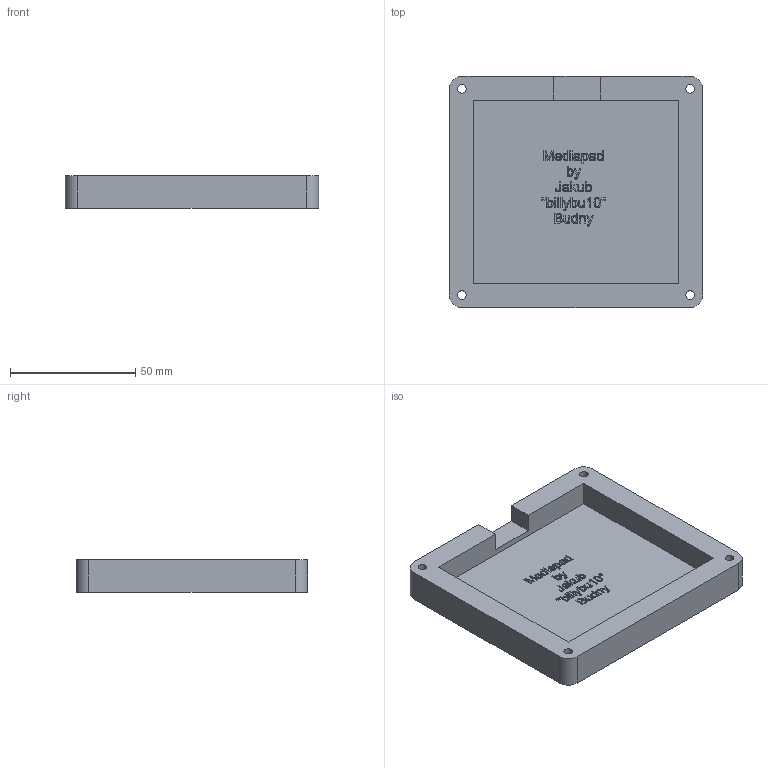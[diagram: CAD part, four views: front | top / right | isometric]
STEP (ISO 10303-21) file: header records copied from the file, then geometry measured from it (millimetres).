
FILE_DESCRIPTION(/* description */ (''),/* implementation_level */ '2;1');
FILE_NAME(/* name */ 'Mediapad_bottom.step',/* time_stamp */ '2025-07-24T13:17:15+02:00',/* author */ (''),/* organization */ (''),/* preprocessor_version */ 'ST-DEVELOPER v20.1',/* originating_system */ 'Autodesk Translation Framework v14.10.0.0',/* authorisation */ '');
FILE_SCHEMA (('AUTOMOTIVE_DESIGN { 1 0 10303 214 3 1 1 }'));
Length unit declared in the file: millimetre
Products named in the file (2): 2025-07-23-11-46-34-089; 2025-07-23-11-50-35-832
Assembly tree (1 placements, depth 2):
  2025-07-23-11-46-34-089
    2025-07-23-11-50-35-832
Bounding box: 100.96 x 92.16 x 13 mm (x, y, z)
Volume: 58666.4 mm3; surface area: 27127.6 mm2
Topology: 1 solids, 1 shells, 664 faces, 1824 edges, 1216 vertices
Faces by surface type: bspline 385, plane 267, cylinder 12
Full cylindrical faces by diameter (mm): 3.4 x4, 6 x4
Entity records: 24571 total; most frequent: CARTESIAN_POINT 10252, ORIENTED_EDGE 3648, EDGE_CURVE 1824, DIRECTION 1642, VERTEX_POINT 1216, LINE 1030, VECTOR 1030, B_SPLINE_CURVE_WITH_KNOTS 770
